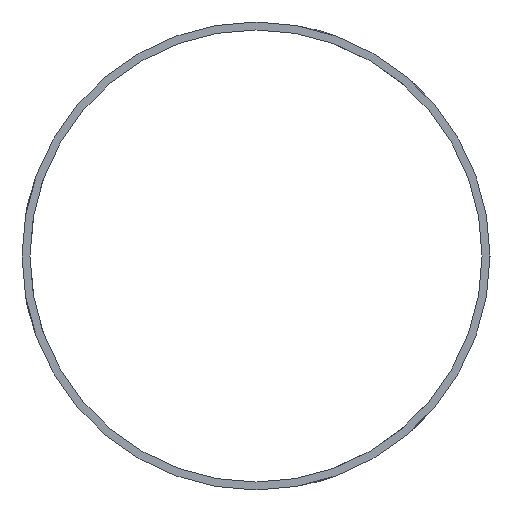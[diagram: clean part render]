
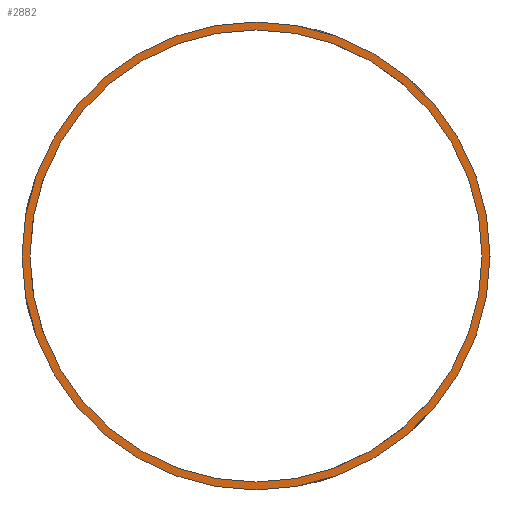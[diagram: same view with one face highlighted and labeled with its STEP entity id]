
A CAD part, left-side view. The second image highlights one B-rep face of the part: STEP entity #2882.
In plain terms, the highlighted planar face has unit normal (-1, 0, 0).
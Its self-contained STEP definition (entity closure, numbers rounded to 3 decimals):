
#19 = CARTESIAN_POINT ( 'NONE',  ( 0., 0., -73.609 ) ) ;
#114 = FACE_OUTER_BOUND ( 'NONE', #1554, .T. ) ;
#175 = AXIS2_PLACEMENT_3D ( 'NONE', #3583, #533, #818 ) ;
#213 = EDGE_LOOP ( 'NONE', ( #2350, #1223 ) ) ;
#273 = DIRECTION ( 'NONE',  ( 0., 0., 1. ) ) ;
#353 = ORIENTED_EDGE ( 'NONE', *, *, #1411, .T. ) ;
#429 = VERTEX_POINT ( 'NONE', #2825 ) ;
#467 = DIRECTION ( 'NONE',  ( -1., 0., 0. ) ) ;
#481 = DIRECTION ( 'NONE',  ( 0., 0., 1. ) ) ;
#533 = DIRECTION ( 'NONE',  ( 1., 0., 0. ) ) ;
#604 = VERTEX_POINT ( 'NONE', #3215 ) ;
#742 = CARTESIAN_POINT ( 'NONE',  ( 0., 0., 0. ) ) ;
#818 = DIRECTION ( 'NONE',  ( 0., 0., -1. ) ) ;
#885 = VERTEX_POINT ( 'NONE', #2347 ) ;
#888 = CIRCLE ( 'NONE', #1342, 73.609 ) ;
#928 = DIRECTION ( 'NONE',  ( -1., 0., 0. ) ) ;
#1160 = AXIS2_PLACEMENT_3D ( 'NONE', #742, #1642, #273 ) ;
#1223 = ORIENTED_EDGE ( 'NONE', *, *, #1228, .F. ) ;
#1224 = DIRECTION ( 'NONE',  ( 0., 0., 1. ) ) ;
#1228 = EDGE_CURVE ( 'NONE', #2081, #429, #1960, .T. ) ;
#1340 = CARTESIAN_POINT ( 'NONE',  ( 0., 0., 0. ) ) ;
#1342 = AXIS2_PLACEMENT_3D ( 'NONE', #1340, #467, #481 ) ;
#1351 = CARTESIAN_POINT ( 'NONE',  ( 0., 0., 0. ) ) ;
#1367 = CIRCLE ( 'NONE', #1160, 76.2 ) ;
#1411 = EDGE_CURVE ( 'NONE', #885, #604, #2952, .T. ) ;
#1475 = CARTESIAN_POINT ( 'NONE',  ( 0., 0., 0. ) ) ;
#1554 = EDGE_LOOP ( 'NONE', ( #3322, #353 ) ) ;
#1598 = AXIS2_PLACEMENT_3D ( 'NONE', #1475, #928, #1224 ) ;
#1642 = DIRECTION ( 'NONE',  ( -1., 0., 0. ) ) ;
#1645 = PLANE ( 'NONE',  #175 ) ;
#1960 = CIRCLE ( 'NONE', #1598, 73.609 ) ;
#2081 = VERTEX_POINT ( 'NONE', #19 ) ;
#2210 = DIRECTION ( 'NONE',  ( 0., 0., 1. ) ) ;
#2239 = DIRECTION ( 'NONE',  ( -1., 0., 0. ) ) ;
#2289 = FACE_BOUND ( 'NONE', #213, .T. ) ;
#2347 = CARTESIAN_POINT ( 'NONE',  ( 0., 0., -76.2 ) ) ;
#2350 = ORIENTED_EDGE ( 'NONE', *, *, #2423, .F. ) ;
#2423 = EDGE_CURVE ( 'NONE', #429, #2081, #888, .T. ) ;
#2676 = AXIS2_PLACEMENT_3D ( 'NONE', #1351, #2239, #2210 ) ;
#2825 = CARTESIAN_POINT ( 'NONE',  ( 0., 0., 73.609 ) ) ;
#2882 = ADVANCED_FACE ( 'NONE', ( #2289, #114 ), #1645, .F. ) ;
#2952 = CIRCLE ( 'NONE', #2676, 76.2 ) ;
#3215 = CARTESIAN_POINT ( 'NONE',  ( 0., 0., 76.2 ) ) ;
#3322 = ORIENTED_EDGE ( 'NONE', *, *, #3391, .T. ) ;
#3391 = EDGE_CURVE ( 'NONE', #604, #885, #1367, .T. ) ;
#3583 = CARTESIAN_POINT ( 'NONE',  ( 0., 76.2, 0. ) ) ;
